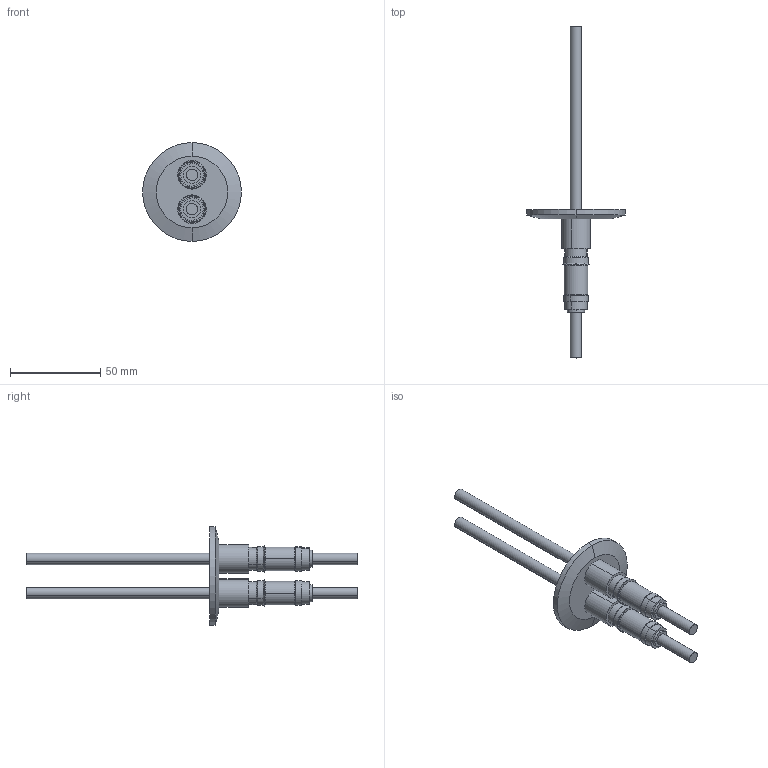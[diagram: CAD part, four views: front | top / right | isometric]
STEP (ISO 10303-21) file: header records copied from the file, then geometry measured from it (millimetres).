
FILE_DESCRIPTION (( 'STEP AP203' ), '1' );
FILE_NAME ('A0114-1-QF.STEP', '2019-10-24T17:54:30', ( '' ), ( '' ), 'SwSTEP 2.0', 'SolidWorks 2019', '' );
FILE_SCHEMA (( 'CONFIG_CONTROL_DESIGN' ));
Length unit declared in the file: inch
Products named in the file (1): A0114-1-QF
Bounding box: 54.86 x 184.15 x 54.86 mm (x, y, z)
Volume: 28671.3 mm3; surface area: 21823.6 mm2
Topology: 1 solids, 1 shells, 117 faces, 236 edges, 150 vertices
Faces by surface type: cylinder 68, plane 31, cone 14, torus 4
Entity records: 3187 total; most frequent: DIRECTION 626, CARTESIAN_POINT 504, ORIENTED_EDGE 472, AXIS2_PLACEMENT_3D 272, EDGE_CURVE 236, CIRCLE 154, VERTEX_POINT 150, EDGE_LOOP 146
